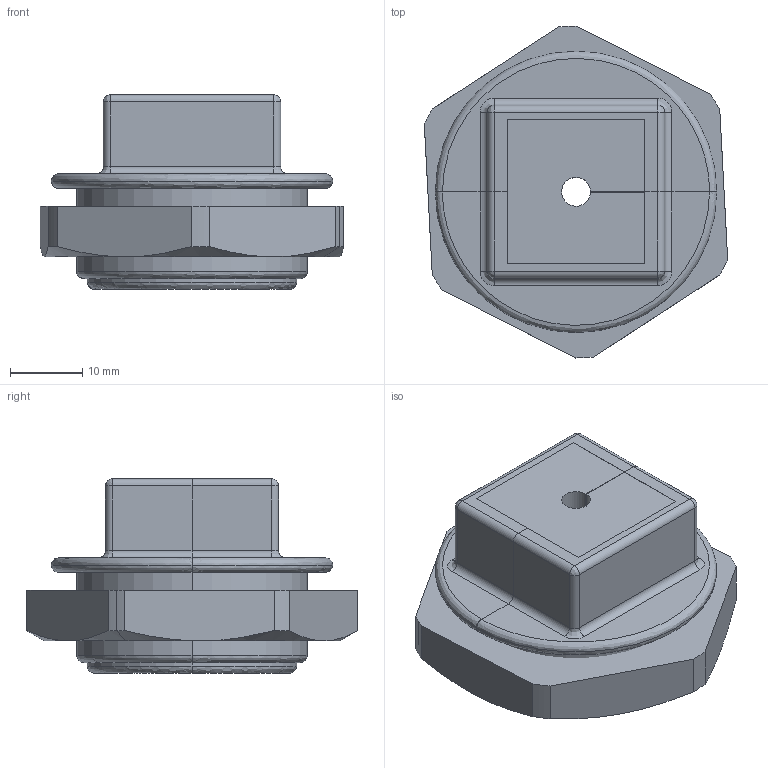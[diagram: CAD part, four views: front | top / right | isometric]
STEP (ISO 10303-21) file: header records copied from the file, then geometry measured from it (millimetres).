
FILE_DESCRIPTION(('STEP AP242'),'1');
FILE_NAME('45711.stp','2019-11-05T11:50:20',('TraceParts'),('TraceParts S.A.'),'Spatial InterOp 3D',' ',' ');
FILE_SCHEMA(('AP242_MANAGED_MODEL_BASED_3D_ENGINEERING_MIM_LF {1 0 10303 442 1 1 4}'));
Length unit declared in the file: millimetre
Products named in the file (1): 45711_1
Bounding box: 42.04 x 46 x 27 mm (x, y, z)
Volume: 17487.5 mm3; surface area: 11843.7 mm2
Topology: 4 solids, 4 shells, 117 faces, 303 edges, 190 vertices
Faces by surface type: plane 57, cylinder 36, bspline 16, cone 8
Entity records: 3874 total; most frequent: CARTESIAN_POINT 1092, ORIENTED_EDGE 598, DIRECTION 553, EDGE_CURVE 299, VERTEX_POINT 190, AXIS2_PLACEMENT_3D 187, LINE 179, VECTOR 179
